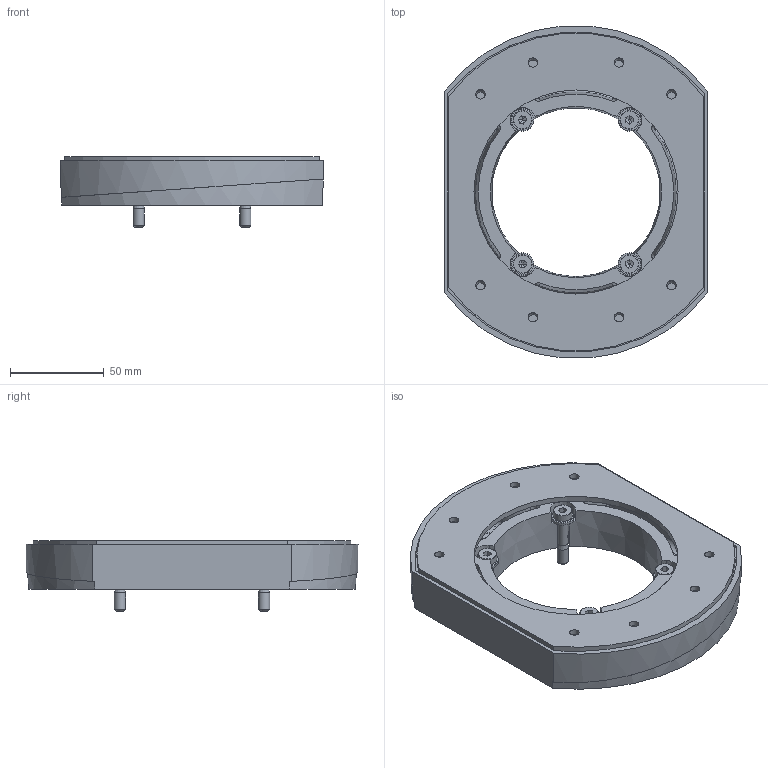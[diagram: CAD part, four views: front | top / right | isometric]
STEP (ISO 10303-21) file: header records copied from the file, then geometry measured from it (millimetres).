
FILE_DESCRIPTION (( 'STEP AP214' ), '1' );
FILE_NAME ('498110000.STEP', '2024-01-18T09:19:39', ( '' ), ( '' ), 'SwSTEP 2.0', 'SolidWorks 2020', '' );
FILE_SCHEMA (( 'AUTOMOTIVE_DESIGN' ));
Length unit declared in the file: millimetre
Products named in the file (7): 83020; 93261; 40000042991; 498110000; 82112; 12698
Assembly tree (19 placements, depth 3):
  498110000
    12698
      12698
      40000042991  x8
    93261  x4
    83020  x4
    82112
Bounding box: 141 x 177.37 x 37.9 mm (x, y, z)
Volume: 289667.9 mm3; surface area: 103483.3 mm2
Topology: 18 solids, 18 shells, 645 faces, 1510 edges, 908 vertices
Faces by surface type: plane 303, cone 122, bspline 91, cylinder 85, torus 44
Full cylindrical faces by diameter (mm): 5 x16, 5.3 x4, 6 x4, 6.4 x4, 7.4 x8, 8 x8, 10 x6, 12 x4, 109 x1
Entity records: 41742 total; most frequent: CARTESIAN_POINT 32992, ORIENTED_EDGE 1806, DIRECTION 1492, EDGE_CURVE 903, VERTEX_POINT 585, AXIS2_PLACEMENT_3D 553, EDGE_LOOP 504, FACE_OUTER_BOUND 424
